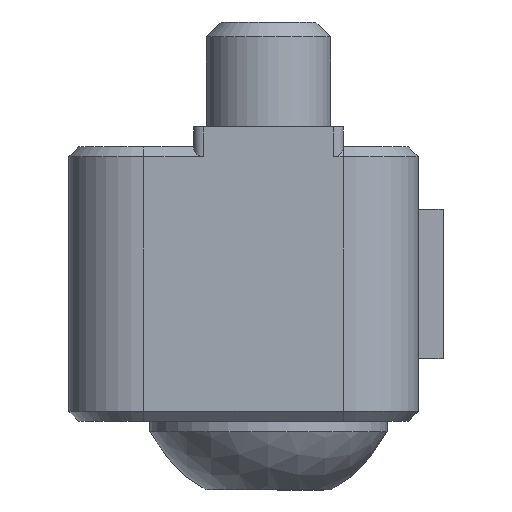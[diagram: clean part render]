
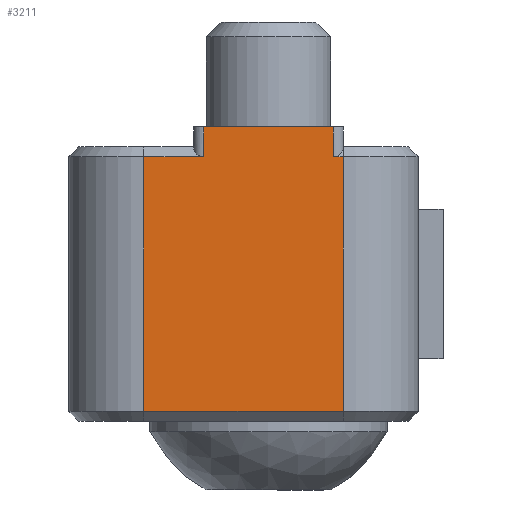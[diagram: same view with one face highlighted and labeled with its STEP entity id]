
A CAD part, front view. The second image highlights one B-rep face of the part: STEP entity #3211.
In plain terms, the highlighted planar face has unit normal (0, -1, 0).
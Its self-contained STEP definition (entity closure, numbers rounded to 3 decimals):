
#491=FACE_OUTER_BOUND('',#711,.T.);
#711=EDGE_LOOP('',(#2807,#2808,#2809,#2810,#2811,#2812,#2813,#2814));
#899=LINE('',#5214,#1190);
#904=LINE('',#5230,#1195);
#1000=LINE('',#5515,#1291);
#1001=LINE('',#5518,#1292);
#1002=LINE('',#5520,#1293);
#1003=LINE('',#5522,#1294);
#1004=LINE('',#5523,#1295);
#1005=LINE('',#5524,#1296);
#1190=VECTOR('',#4221,10.);
#1195=VECTOR('',#4240,10.);
#1291=VECTOR('',#4514,10.);
#1292=VECTOR('',#4517,10.);
#1293=VECTOR('',#4518,10.);
#1294=VECTOR('',#4519,10.);
#1295=VECTOR('',#4520,10.);
#1296=VECTOR('',#4521,10.);
#1479=VERTEX_POINT('',#5208);
#1480=VERTEX_POINT('',#5212);
#1484=VERTEX_POINT('',#5228);
#1559=VERTEX_POINT('',#5509);
#1560=VERTEX_POINT('',#5513);
#1561=VERTEX_POINT('',#5517);
#1562=VERTEX_POINT('',#5519);
#1563=VERTEX_POINT('',#5521);
#1843=EDGE_CURVE('',#1480,#1479,#899,.T.);
#1851=EDGE_CURVE('',#1484,#1480,#904,.T.);
#1985=EDGE_CURVE('',#1559,#1560,#1000,.T.);
#1986=EDGE_CURVE('',#1561,#1484,#1001,.T.);
#1987=EDGE_CURVE('',#1561,#1562,#1002,.T.);
#1988=EDGE_CURVE('',#1563,#1562,#1003,.T.);
#1989=EDGE_CURVE('',#1560,#1563,#1004,.T.);
#1990=EDGE_CURVE('',#1479,#1559,#1005,.T.);
#2807=ORIENTED_EDGE('',*,*,#1843,.F.);
#2808=ORIENTED_EDGE('',*,*,#1851,.F.);
#2809=ORIENTED_EDGE('',*,*,#1986,.F.);
#2810=ORIENTED_EDGE('',*,*,#1987,.T.);
#2811=ORIENTED_EDGE('',*,*,#1988,.F.);
#2812=ORIENTED_EDGE('',*,*,#1989,.F.);
#2813=ORIENTED_EDGE('',*,*,#1985,.F.);
#2814=ORIENTED_EDGE('',*,*,#1990,.F.);
#3020=PLANE('',#3593);
#3211=ADVANCED_FACE('',(#491),#3020,.T.);
#3593=AXIS2_PLACEMENT_3D('',#5516,#4515,#4516);
#4221=DIRECTION('',(-1.,0.,0.));
#4240=DIRECTION('',(0.,0.,-1.));
#4514=DIRECTION('',(1.,0.,0.));
#4515=DIRECTION('center_axis',(0.,-1.,0.));
#4516=DIRECTION('ref_axis',(1.,0.,0.));
#4517=DIRECTION('',(1.,0.,0.));
#4518=DIRECTION('',(0.,0.,1.));
#4519=DIRECTION('',(1.,0.,0.));
#4520=DIRECTION('',(0.,0.,1.));
#4521=DIRECTION('',(0.,0.,1.));
#5208=CARTESIAN_POINT('',(-6.261,-30.,0.4));
#5212=CARTESIAN_POINT('',(1.739,-30.,0.4));
#5214=CARTESIAN_POINT('',(-5.761,-30.,0.4));
#5228=CARTESIAN_POINT('',(1.739,-30.,10.6));
#5230=CARTESIAN_POINT('',(1.739,-30.,0.));
#5509=CARTESIAN_POINT('',(-6.261,-30.,10.6));
#5513=CARTESIAN_POINT('',(-3.861,-30.,10.6));
#5515=CARTESIAN_POINT('',(-5.761,-30.,10.6));
#5516=CARTESIAN_POINT('Origin',(-9.261,-30.,0.));
#5517=CARTESIAN_POINT('',(1.339,-30.,10.6));
#5518=CARTESIAN_POINT('',(-5.761,-30.,10.6));
#5519=CARTESIAN_POINT('',(1.339,-30.,11.8));
#5520=CARTESIAN_POINT('',(1.339,-30.,0.));
#5521=CARTESIAN_POINT('',(-3.861,-30.,11.8));
#5522=CARTESIAN_POINT('',(-9.261,-30.,11.8));
#5523=CARTESIAN_POINT('',(-3.861,-30.,0.));
#5524=CARTESIAN_POINT('',(-6.261,-30.,0.));
